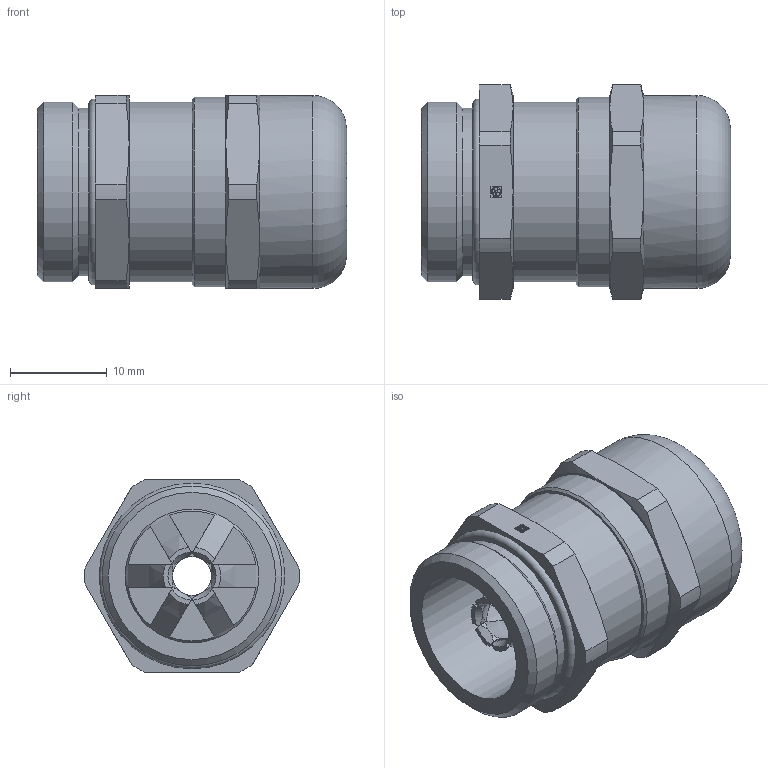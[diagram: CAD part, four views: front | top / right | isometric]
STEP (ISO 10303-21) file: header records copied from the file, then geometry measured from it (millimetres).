
FILE_DESCRIPTION( ( 'STEP AP214' ), '1' );
FILE_NAME( 'SKINTOP MS-SC PG 11 Art. Nr. 53112220(F=4,G=4).stp', '2020-06-03T10:32:58', ( 'License CC BY-ND 4.0' ), ( 'CADENAS' ), ' ', 'PARTsolutions', ' ' );
FILE_SCHEMA( ( 'AUTOMOTIVE_DESIGN { 1 0 10303 214 1 1 1 1 }' ) );
Length unit declared in the file: millimetre
Products named in the file (1): _SKINTOP MS-SC PG 11      Art. Nr. 53112220(F=4,G=4)
Bounding box: 32 x 22.19 x 20 mm (x, y, z)
Volume: 7600.6 mm3; surface area: 3728.4 mm2
Topology: 1 solids, 1 shells, 142 faces, 370 edges, 238 vertices
Faces by surface type: plane 74, cylinder 35, cone 31, torus 2
Full cylindrical faces by diameter (mm): 4 x1, 13.84 x1, 17.3 x1, 18.6 x2, 19.6 x1, 19.98 x1
Entity records: 5708 total; most frequent: CARTESIAN_POINT 1288, ORIENTED_EDGE 702, DIRECTION 626, EDGE_CURVE 351, AXIS2_PLACEMENT_3D 250, VERTEX_POINT 236, EDGE_LOOP 168, FACE_OUTER_BOUND 151
